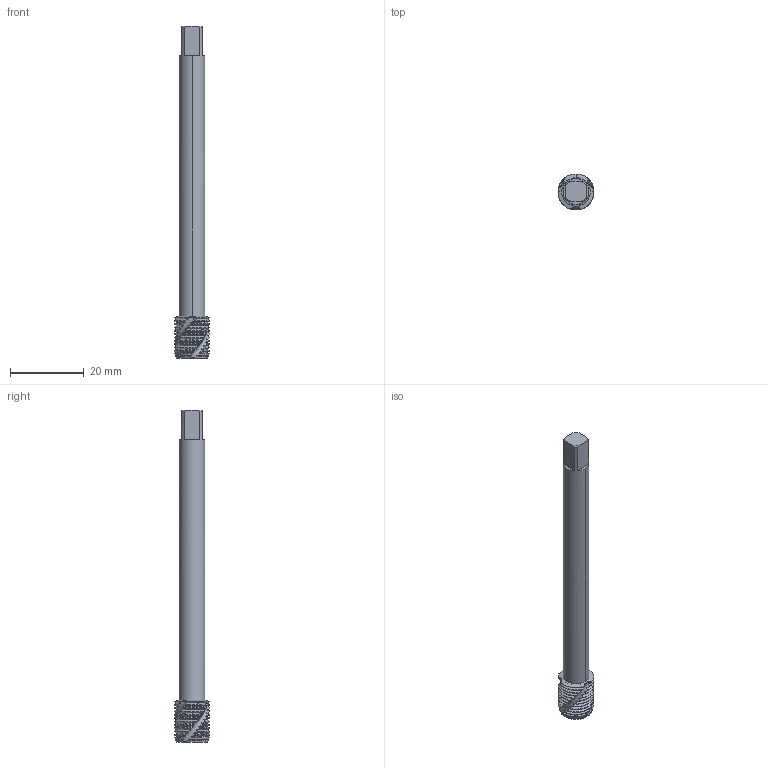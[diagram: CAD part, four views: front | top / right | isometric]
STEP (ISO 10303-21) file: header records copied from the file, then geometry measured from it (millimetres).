
FILE_DESCRIPTION(('no description'),'unknown implementation level');
FILE_NAME('solidJSY5el7OrI2b0DocJSWa_C_zzY8_1.STP',' ',('CIM GmbH Aachen'),('CADClick - KiM GmbH - www.kimweb.de'),'unknown preprocess','ACIS','unknown authorization');
FILE_SCHEMA(('automotive_design'));
Length unit declared in the file: millimetre
Products named in the file (2): 1; 2
Bounding box: 9.73 x 9.73 x 90 mm (x, y, z)
Volume: 3663.1 mm3; surface area: 2940.8 mm2
Topology: 2 solids, 2 shells, 276 faces, 775 edges, 503 vertices
Faces by surface type: cone 135, cylinder 115, plane 17, bspline 6, revolution 3
Entity records: 21676 total; most frequent: CARTESIAN_POINT 6343, STYLED_ITEM 1556, PRESENTATION_STYLE_ASSIGNMENT 1556, COLOUR_RGB 1556, ORIENTED_EDGE 1550, DIRECTION 1277, EDGE_CURVE 775, CURVE_STYLE 775
